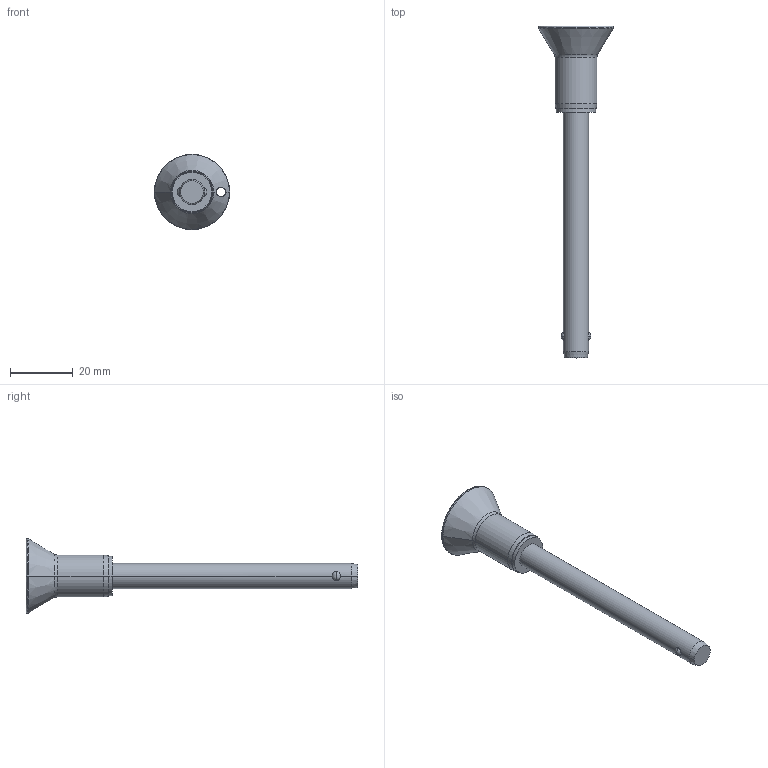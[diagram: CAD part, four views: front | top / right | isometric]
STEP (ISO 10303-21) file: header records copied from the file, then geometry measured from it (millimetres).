
FILE_DESCRIPTION(('STEP AP214'),'1');
FILE_NAME('HALDERN_EH_22350_1041.stp','2017-07-04T09:06:32',('TraceParts'),('TraceParts S.A.'),'Spatial InterOp 3D',' ',' ');
FILE_SCHEMA(('automotive_design'));
Length unit declared in the file: millimetre
Products named in the file (1): HALDERN_EH_22350_1041
Bounding box: 24 x 105.7 x 24 mm (x, y, z)
Volume: 8499.3 mm3; surface area: 4075.9 mm2
Topology: 1 solids, 1 shells, 35 faces, 81 edges, 49 vertices
Faces by surface type: cylinder 10, torus 8, cone 8, plane 5, sphere 4
Entity records: 1462 total; most frequent: CARTESIAN_POINT 348, DIRECTION 184, ORIENTED_EDGE 162, AXIS2_PLACEMENT_3D 81, EDGE_CURVE 81, VERTEX_POINT 49, CIRCLE 45, EDGE_LOOP 38
